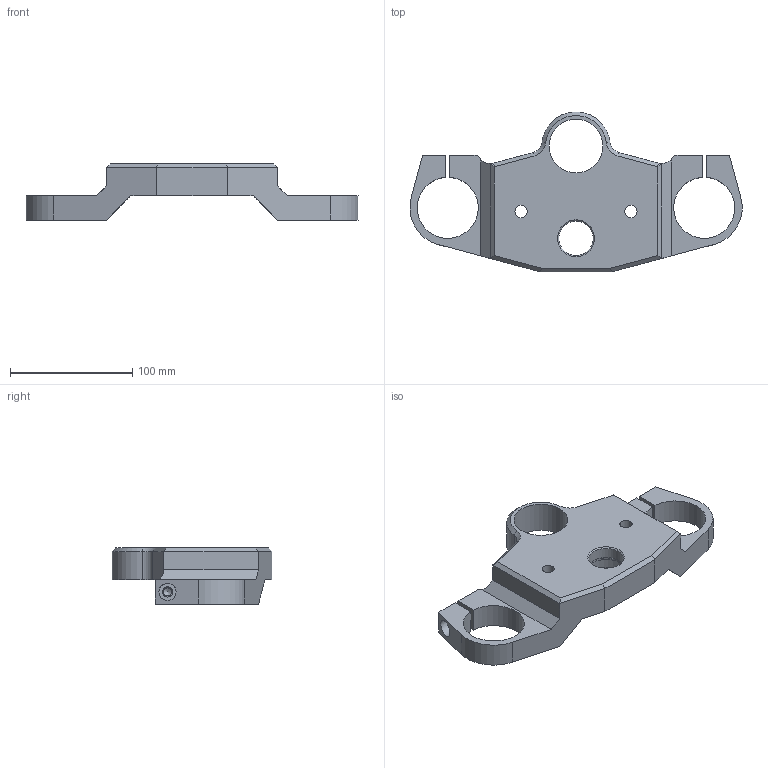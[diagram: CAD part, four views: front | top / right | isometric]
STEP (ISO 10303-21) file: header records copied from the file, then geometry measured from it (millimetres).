
FILE_DESCRIPTION((''),'2;1');
FILE_NAME('Support plongeur 2.stp','2020-04-22T12:47:23',('DOMI'),(''),'Autodesk Inventor 10','Autodesk Inventor 10','');
FILE_SCHEMA(('AUTOMOTIVE_DESIGN { 1 0 10303 214 1 1 1 1 }'));
Length unit declared in the file: millimetre
Products named in the file (1): Support plongeur 2 
Bounding box: 271.76 x 130.9 x 46 mm (x, y, z)
Volume: 433883.4 mm3; surface area: 73770.7 mm2
Topology: 1 solids, 1 shells, 71 faces, 188 edges, 122 vertices
Faces by surface type: plane 38, cylinder 13, bspline 13, cone 7
Full cylindrical faces by diameter (mm): 8.5 x1, 14 x1, 31.2 x1, 44.2 x1
Entity records: 2240 total; most frequent: CARTESIAN_POINT 559, DIRECTION 335, ORIENTED_EDGE 326, EDGE_CURVE 163, AXIS2_PLACEMENT_3D 115, VERTEX_POINT 113, VECTOR 105, LINE 105
